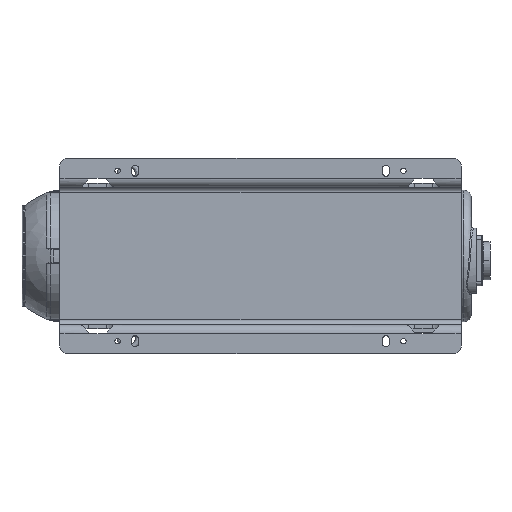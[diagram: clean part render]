
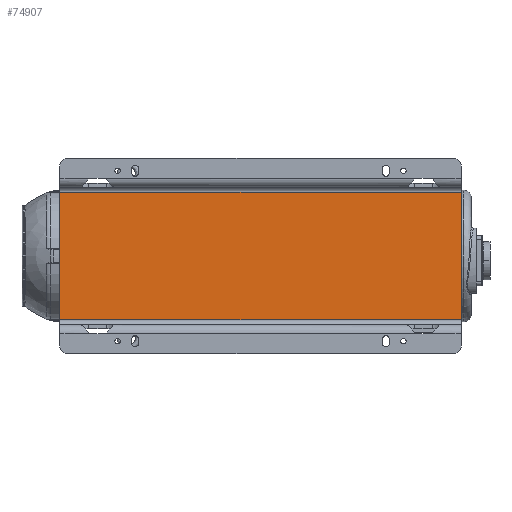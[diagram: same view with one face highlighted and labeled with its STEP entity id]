
A CAD part, front view. The second image highlights one B-rep face of the part: STEP entity #74907.
In plain terms, the highlighted planar face has unit normal (0, -1, 0).
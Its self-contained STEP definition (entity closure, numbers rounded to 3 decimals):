
#3456=DIRECTION('',(0.,0.,1.));
#3457=VECTOR('',#3456,254.);
#3458=CARTESIAN_POINT('',(-457.,-140.,-127.));
#3459=LINE('',#3458,#3457);
#3500=DIRECTION('',(0.,0.,1.));
#3501=VECTOR('',#3500,254.);
#3502=CARTESIAN_POINT('',(343.,-140.,-127.));
#3503=LINE('',#3502,#3501);
#3540=DIRECTION('',(1.,0.,0.));
#3541=VECTOR('',#3540,800.);
#3542=CARTESIAN_POINT('',(-457.,-140.,-127.));
#3543=LINE('',#3542,#3541);
#3544=DIRECTION('',(1.,0.,0.));
#3545=VECTOR('',#3544,800.);
#3546=CARTESIAN_POINT('',(-457.,-140.,127.));
#3547=LINE('',#3546,#3545);
#61477=CARTESIAN_POINT('',(-457.,-140.,-127.));
#61478=VERTEX_POINT('',#61477);
#61479=CARTESIAN_POINT('',(-457.,-140.,127.));
#61480=VERTEX_POINT('',#61479);
#61493=CARTESIAN_POINT('',(343.,-140.,-127.));
#61494=VERTEX_POINT('',#61493);
#61495=CARTESIAN_POINT('',(343.,-140.,127.));
#61496=VERTEX_POINT('',#61495);
#74895=CARTESIAN_POINT('',(-457.,-140.,-127.));
#74896=DIRECTION('',(0.,1.,0.));
#74897=DIRECTION('',(0.,0.,1.));
#74898=AXIS2_PLACEMENT_3D('',#74895,#74896,#74897);
#74899=PLANE('',#74898);
#74900=ORIENTED_EDGE('',*,*,#74773,.T.);
#74902=ORIENTED_EDGE('',*,*,#74901,.T.);
#74903=ORIENTED_EDGE('',*,*,#74832,.F.);
#74904=ORIENTED_EDGE('',*,*,#74887,.F.);
#74905=EDGE_LOOP('',(#74900,#74902,#74903,#74904));
#74906=FACE_OUTER_BOUND('',#74905,.F.);
#74907=ADVANCED_FACE('',(#74906),#74899,.F.);
#74773=EDGE_CURVE('',#61478,#61480,#3459,.T.);
#74832=EDGE_CURVE('',#61494,#61496,#3503,.T.);
#74887=EDGE_CURVE('',#61478,#61494,#3543,.T.);
#74901=EDGE_CURVE('',#61480,#61496,#3547,.T.);
